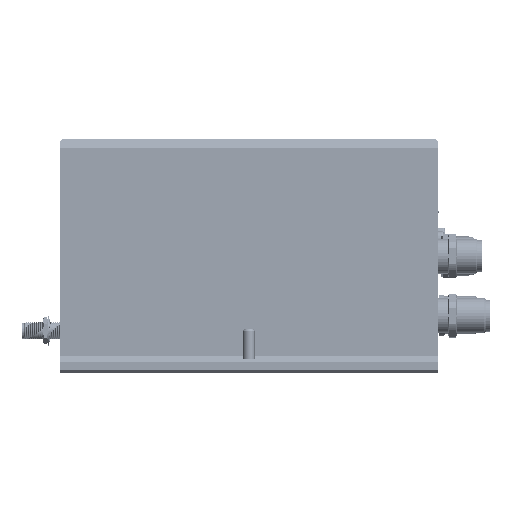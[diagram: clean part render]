
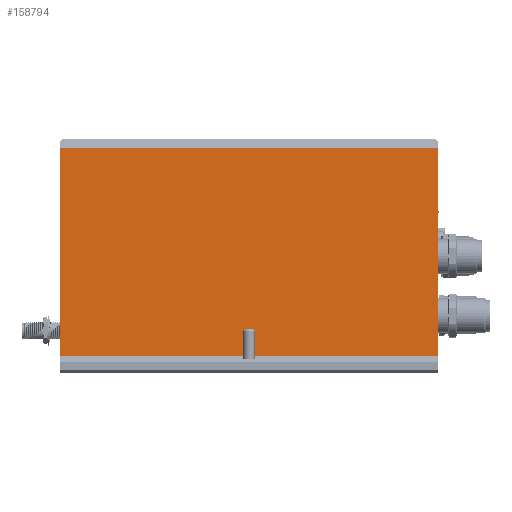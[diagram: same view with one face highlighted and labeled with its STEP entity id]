
A CAD part, left-side view. The second image highlights one B-rep face of the part: STEP entity #158794.
In plain terms, the highlighted planar face has unit normal (-1, 0, 0).
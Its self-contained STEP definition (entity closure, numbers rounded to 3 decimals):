
#4947=PLANE('',#171245);
#13838=LINE('',#344427,#26622);
#14343=LINE('',#345466,#27127);
#14360=LINE('',#345506,#27144);
#14361=LINE('',#345507,#27145);
#26622=VECTOR('',#203074,10.);
#27127=VECTOR('',#203927,10.);
#27144=VECTOR('',#203964,10.);
#27145=VECTOR('',#203965,10.);
#41253=FACE_OUTER_BOUND('',#49417,.T.);
#49417=EDGE_LOOP('',(#133028,#133029,#133030,#133031));
#72097=VERTEX_POINT('',#344424);
#72098=VERTEX_POINT('',#344426);
#72458=VERTEX_POINT('',#345464);
#72471=VERTEX_POINT('',#345505);
#94230=EDGE_CURVE('',#72098,#72097,#13838,.T.);
#94767=EDGE_CURVE('',#72458,#72097,#14343,.T.);
#94788=EDGE_CURVE('',#72471,#72458,#14360,.T.);
#94789=EDGE_CURVE('',#72098,#72471,#14361,.T.);
#133028=ORIENTED_EDGE('',*,*,#94788,.F.);
#133029=ORIENTED_EDGE('',*,*,#94789,.F.);
#133030=ORIENTED_EDGE('',*,*,#94230,.T.);
#133031=ORIENTED_EDGE('',*,*,#94767,.F.);
#158794=ADVANCED_FACE('',(#41253),#4947,.T.);
#171245=AXIS2_PLACEMENT_3D('',#345504,#203962,#203963);
#203074=DIRECTION('',(0.,1.,0.));
#203927=DIRECTION('',(0.,0.,1.));
#203962=DIRECTION('center_axis',(-1.,0.,0.));
#203963=DIRECTION('ref_axis',(0.,0.,
1.));
#203964=DIRECTION('',(0.,1.,0.));
#203965=DIRECTION('',(0.,0.,-1.));
#344424=CARTESIAN_POINT('',(-182.,129.08,72.));
#344426=CARTESIAN_POINT('',(-182.,0.,72.));
#344427=CARTESIAN_POINT('',(-182.,0.,72.));
#345464=CARTESIAN_POINT('',(-182.,129.08,1.));
#345466=CARTESIAN_POINT('',(-182.,129.08,65.));
#345504=CARTESIAN_POINT('Origin',(-182.,0.,0.));
#345505=CARTESIAN_POINT('',(-182.,0.,1.));
#345506=CARTESIAN_POINT('',(-182.,0.,1.));
#345507=CARTESIAN_POINT('',(-182.,0.,65.));
